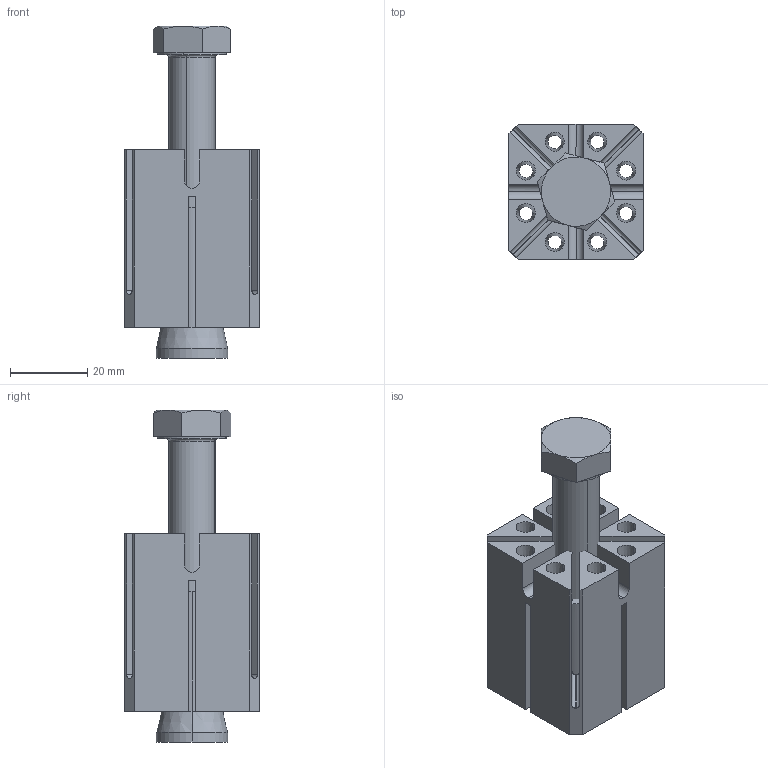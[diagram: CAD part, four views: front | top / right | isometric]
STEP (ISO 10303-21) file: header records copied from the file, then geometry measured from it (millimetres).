
FILE_DESCRIPTION (( 'STEP AP214' ), '1' );
FILE_NAME ('0038293.step', '2022-12-12T11:37:19', ( '' ), ( '' ), 'SwSTEP 2.0', 'SolidWorks 2020', '' );
FILE_SCHEMA (( 'AUTOMOTIVE_DESIGN' ));
Length unit declared in the file: millimetre
Products named in the file (1): 0038293
Bounding box: 35 x 35 x 86.08 mm (x, y, z)
Volume: 48470.4 mm3; surface area: 26678.2 mm2
Topology: 2 solids, 2 shells, 135 faces, 384 edges, 246 vertices
Faces by surface type: plane 69, cylinder 38, cone 26, torus 2
Entity records: 6158 total; most frequent: CARTESIAN_POINT 1034, ORIENTED_EDGE 768, DIRECTION 744, EDGE_CURVE 384, AXIS2_PLACEMENT_3D 256, VERTEX_POINT 246, LINE 232, VECTOR 232
